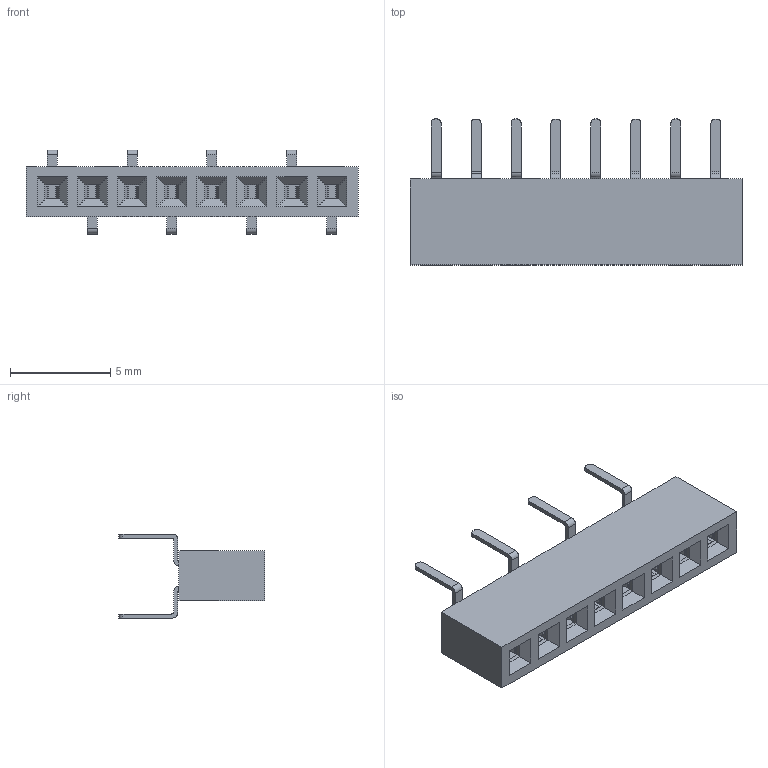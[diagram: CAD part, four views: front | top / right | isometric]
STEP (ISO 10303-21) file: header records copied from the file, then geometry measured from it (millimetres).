
FILE_DESCRIPTION( ('This file contains a STEP AP42 implementation' ,'as created by ZW3D STEP Interface translator.') ,'2;1' );
FILE_NAME( '2243-1XXWXXCUNX2.stp' ,'23 415.145110', (''), ('ZWCAD Software Co.'), 'Version 1.0', 'ZW3D to STEP translator', '' );
FILE_SCHEMA(('AUTOMOTIVE_DESIGN { 1 0 10303 214 1 1 1 1 }'));
Length unit declared in the file: millimetre
Products named in the file (2): 0; 2243-120WXXCUNX2
Bounding box: 16.6 x 7.3 x 4.2 mm (x, y, z)
Volume: 137.6 mm3; surface area: 553.5 mm2
Topology: 1 solids, 1 shells, 686 faces, 2056 edges, 1372 vertices
Faces by surface type: plane 430, cylinder 184, bspline 72
Entity records: 30972 total; most frequent: CARTESIAN_POINT 15281, ORIENTED_EDGE 4112, EDGE_CURVE 2056, B_SPLINE_CURVE_WITH_KNOTS 1734, DIRECTION 1640, VERTEX_POINT 1372, EDGE_LOOP 734, AXIS2_PLACEMENT_3D 703
